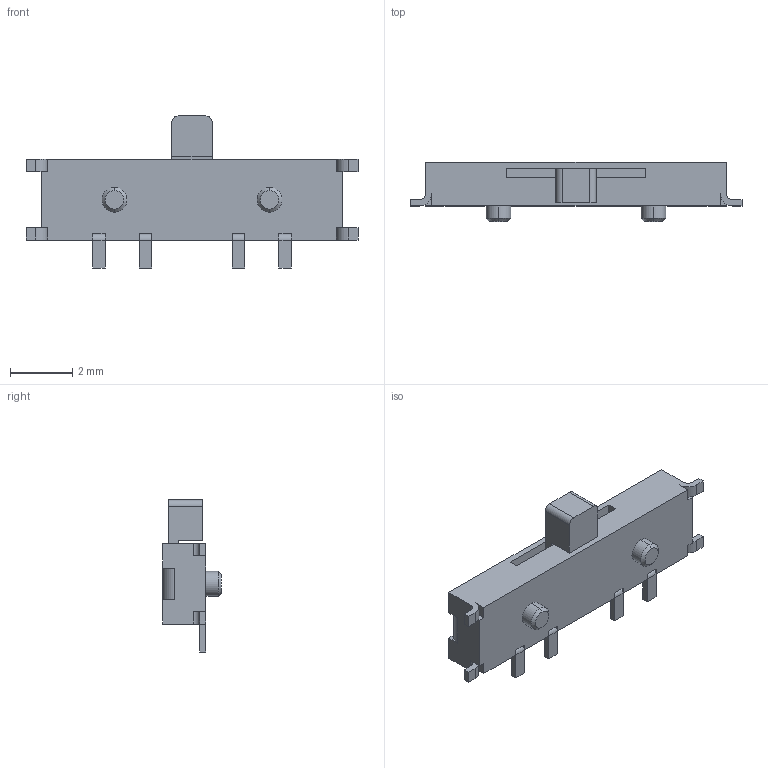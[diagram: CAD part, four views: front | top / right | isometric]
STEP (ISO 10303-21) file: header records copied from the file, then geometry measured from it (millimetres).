
FILE_DESCRIPTION (( 'STEP AP214' ), '1' );
FILE_NAME ('EG1315AA.STEP', '2023-03-06T12:18:45', ( '' ), ( '' ), 'SwSTEP 2.0', 'SolidWorks 2017', '' );
FILE_SCHEMA (( 'AUTOMOTIVE_DESIGN' ));
Length unit declared in the file: millimetre
Products named in the file (2): EG1315AA_EG1315AA; EG1315AA
Assembly tree (1 placements, depth 2):
  EG1315AA
    EG1315AA_EG1315AA
Bounding box: 10.7 x 1.9 x 4.9 mm (x, y, z)
Volume: 37.2 mm3; surface area: 109.6 mm2
Topology: 1 solids, 1 shells, 107 faces, 270 edges, 168 vertices
Faces by surface type: plane 83, cylinder 20, cone 4
Entity records: 3210 total; most frequent: CARTESIAN_POINT 549, ORIENTED_EDGE 540, DIRECTION 540, EDGE_CURVE 270, VECTOR 222, LINE 222, VERTEX_POINT 168, AXIS2_PLACEMENT_3D 159
